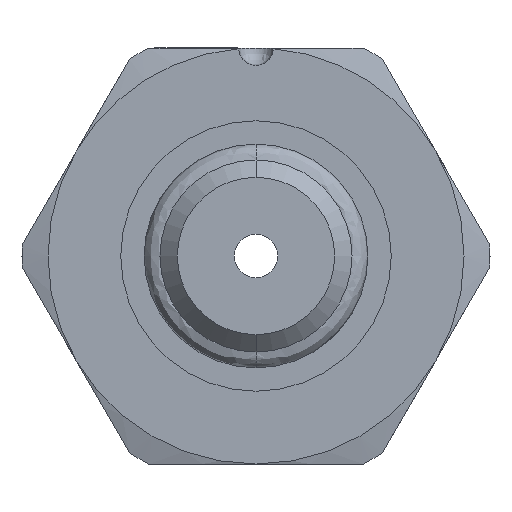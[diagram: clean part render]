
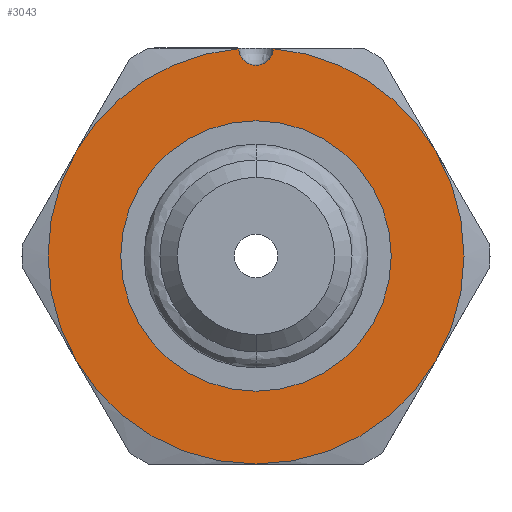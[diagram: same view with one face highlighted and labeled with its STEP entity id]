
A CAD part, front view. The second image highlights one B-rep face of the part: STEP entity #3043.
In plain terms, the highlighted planar face has unit normal (0, -1, 0).
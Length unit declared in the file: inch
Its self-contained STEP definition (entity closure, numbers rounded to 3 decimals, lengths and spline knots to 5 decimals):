
#28 = CARTESIAN_POINT ( 'NONE',  ( 0., 0.55118, -0.47244 ) ) ;
#306 = FACE_OUTER_BOUND ( 'NONE', #1293, .T. ) ;
#314 = CARTESIAN_POINT ( 'NONE',  ( 0., 0.55118, 0. ) ) ;
#398 = CARTESIAN_POINT ( 'NONE',  ( 0., 0.55118, 0. ) ) ;
#460 = VERTEX_POINT ( 'NONE', #4661 ) ;
#574 = EDGE_CURVE ( 'NONE', #809, #5418, #3025, .T. ) ;
#580 = DIRECTION ( 'NONE',  ( 0., 1., 0. ) ) ;
#632 = CARTESIAN_POINT ( 'NONE',  ( 0., 0.55118, 0.30709 ) ) ;
#756 = CIRCLE ( 'NONE', #1442, 0.47244 ) ;
#758 = CARTESIAN_POINT ( 'NONE',  ( 0., 0.55118, 0.47244 ) ) ;
#809 = VERTEX_POINT ( 'NONE', #1322 ) ;
#812 = ORIENTED_EDGE ( 'NONE', *, *, #5053, .F. ) ;
#825 = DIRECTION ( 'NONE',  ( 0., 0., 1. ) ) ;
#828 = EDGE_CURVE ( 'NONE', #2649, #4162, #6426, .T. ) ;
#830 = AXIS2_PLACEMENT_3D ( 'NONE', #314, #3880, #825 ) ;
#905 = DIRECTION ( 'NONE',  ( 0., 0., 1. ) ) ;
#1140 = CARTESIAN_POINT ( 'NONE',  ( 0., 0.55118, 0. ) ) ;
#1250 = AXIS2_PLACEMENT_3D ( 'NONE', #758, #4339, #1276 ) ;
#1264 = CARTESIAN_POINT ( 'NONE',  ( 0., 0.55118, 0. ) ) ;
#1276 = DIRECTION ( 'NONE',  ( 0., 0., 1. ) ) ;
#1293 = EDGE_LOOP ( 'NONE', ( #5489, #2026, #2365, #812, #2968, #2108, #3735 ) ) ;
#1319 = CIRCLE ( 'NONE', #1996, 0.47244 ) ;
#1322 = CARTESIAN_POINT ( 'NONE',  ( 0., 0.55118, -0.30709 ) ) ;
#1346 = AXIS2_PLACEMENT_3D ( 'NONE', #1583, #5128, #2089 ) ;
#1442 = AXIS2_PLACEMENT_3D ( 'NONE', #1140, #4720, #1669 ) ;
#1583 = CARTESIAN_POINT ( 'NONE',  ( 0., 0.55118, 0. ) ) ;
#1585 = EDGE_LOOP ( 'NONE', ( #3447, #4855 ) ) ;
#1669 = DIRECTION ( 'NONE',  ( 0., 0., 1. ) ) ;
#1784 = DIRECTION ( 'NONE',  ( 0., 0., -1. ) ) ;
#1874 = VERTEX_POINT ( 'NONE', #3758 ) ;
#1996 = AXIS2_PLACEMENT_3D ( 'NONE', #5931, #2911, #6441 ) ;
#2026 = ORIENTED_EDGE ( 'NONE', *, *, #5542, .F. ) ;
#2089 = DIRECTION ( 'NONE',  ( 0., 0., 1. ) ) ;
#2108 = ORIENTED_EDGE ( 'NONE', *, *, #6540, .F. ) ;
#2159 = DIRECTION ( 'NONE',  ( 0., 1., 0. ) ) ;
#2365 = ORIENTED_EDGE ( 'NONE', *, *, #4196, .F. ) ;
#2413 = CIRCLE ( 'NONE', #1346, 0.47244 ) ;
#2460 = CARTESIAN_POINT ( 'NONE',  ( -0.40915, 0.55118, 0.23622 ) ) ;
#2517 = DIRECTION ( 'NONE',  ( 0., -1., 0. ) ) ;
#2649 = VERTEX_POINT ( 'NONE', #4449 ) ;
#2857 = CIRCLE ( 'NONE', #5953, 0.47244 ) ;
#2911 = DIRECTION ( 'NONE',  ( 0., 1., 0. ) ) ;
#2968 = ORIENTED_EDGE ( 'NONE', *, *, #828, .F. ) ;
#3016 = FACE_BOUND ( 'NONE', #1585, .T. ) ;
#3025 = CIRCLE ( 'NONE', #4038, 0.30709 ) ;
#3043 = ADVANCED_FACE ( 'NONE', ( #306, #3016 ), #5190, .F. ) ;
#3108 = CARTESIAN_POINT ( 'NONE',  ( -0.03934, 0.55118, 0.4708 ) ) ;
#3249 = CIRCLE ( 'NONE', #3410, 0.47244 ) ;
#3410 = AXIS2_PLACEMENT_3D ( 'NONE', #398, #3967, #905 ) ;
#3447 = ORIENTED_EDGE ( 'NONE', *, *, #574, .F. ) ;
#3640 = CARTESIAN_POINT ( 'NONE',  ( 0., 0.55118, 0. ) ) ;
#3735 = ORIENTED_EDGE ( 'NONE', *, *, #6146, .F. ) ;
#3758 = CARTESIAN_POINT ( 'NONE',  ( -0.40915, 0.55118, -0.23622 ) ) ;
#3880 = DIRECTION ( 'NONE',  ( 0., 1., 0. ) ) ;
#3967 = DIRECTION ( 'NONE',  ( 0., 1., 0. ) ) ;
#4038 = AXIS2_PLACEMENT_3D ( 'NONE', #1264, #4832, #1784 ) ;
#4154 = DIRECTION ( 'NONE',  ( 0., 0., 1. ) ) ;
#4162 = VERTEX_POINT ( 'NONE', #4622 ) ;
#4164 = VERTEX_POINT ( 'NONE', #28 ) ;
#4196 = EDGE_CURVE ( 'NONE', #4164, #1874, #2857, .T. ) ;
#4339 = DIRECTION ( 'NONE',  ( 0., -1., 0. ) ) ;
#4353 = CIRCLE ( 'NONE', #1250, 0.03937 ) ;
#4449 = CARTESIAN_POINT ( 'NONE',  ( 0.40915, 0.55118, 0.23622 ) ) ;
#4622 = CARTESIAN_POINT ( 'NONE',  ( 0.40915, 0.55118, -0.23622 ) ) ;
#4650 = AXIS2_PLACEMENT_3D ( 'NONE', #5558, #2517, #6071 ) ;
#4656 = CARTESIAN_POINT ( 'NONE',  ( 0.03937, 0.55118, 0. ) ) ;
#4661 = CARTESIAN_POINT ( 'NONE',  ( 0.03934, 0.55118, 0.4708 ) ) ;
#4720 = DIRECTION ( 'NONE',  ( 0., 1., 0. ) ) ;
#4832 = DIRECTION ( 'NONE',  ( 0., -1., 0. ) ) ;
#4855 = ORIENTED_EDGE ( 'NONE', *, *, #5256, .F. ) ;
#5053 = EDGE_CURVE ( 'NONE', #4162, #4164, #3249, .T. ) ;
#5077 = VERTEX_POINT ( 'NONE', #2460 ) ;
#5128 = DIRECTION ( 'NONE',  ( 0., 1., 0. ) ) ;
#5190 = PLANE ( 'NONE',  #5350 ) ;
#5256 = EDGE_CURVE ( 'NONE', #5418, #809, #6318, .T. ) ;
#5350 = AXIS2_PLACEMENT_3D ( 'NONE', #4656, #2159, #5704 ) ;
#5411 = EDGE_CURVE ( 'NONE', #5077, #5994, #756, .T. ) ;
#5418 = VERTEX_POINT ( 'NONE', #632 ) ;
#5489 = ORIENTED_EDGE ( 'NONE', *, *, #5411, .F. ) ;
#5542 = EDGE_CURVE ( 'NONE', #1874, #5077, #1319, .T. ) ;
#5558 = CARTESIAN_POINT ( 'NONE',  ( 0., 0.55118, 0. ) ) ;
#5704 = DIRECTION ( 'NONE',  ( 0., 0., 1. ) ) ;
#5931 = CARTESIAN_POINT ( 'NONE',  ( 0., 0.55118, 0. ) ) ;
#5953 = AXIS2_PLACEMENT_3D ( 'NONE', #3640, #580, #4154 ) ;
#5994 = VERTEX_POINT ( 'NONE', #3108 ) ;
#6071 = DIRECTION ( 'NONE',  ( 0., 0., -1. ) ) ;
#6146 = EDGE_CURVE ( 'NONE', #5994, #460, #4353, .T. ) ;
#6318 = CIRCLE ( 'NONE', #4650, 0.30709 ) ;
#6426 = CIRCLE ( 'NONE', #830, 0.47244 ) ;
#6441 = DIRECTION ( 'NONE',  ( 0., 0., 1. ) ) ;
#6540 = EDGE_CURVE ( 'NONE', #460, #2649, #2413, .T. ) ;
